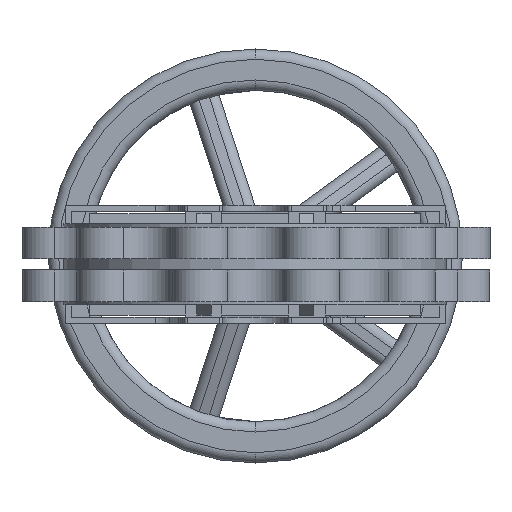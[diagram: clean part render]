
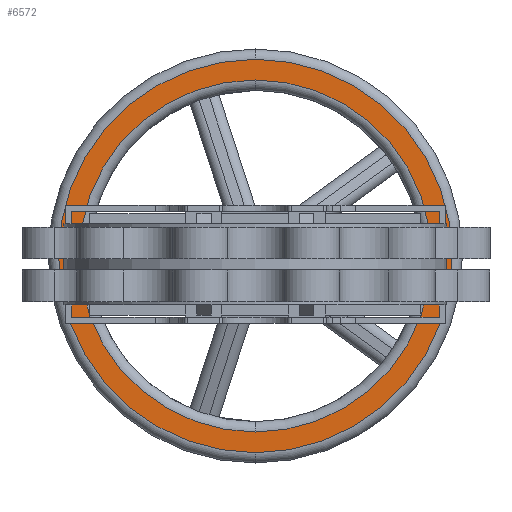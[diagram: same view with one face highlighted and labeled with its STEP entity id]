
A CAD part, front view. The second image highlights one B-rep face of the part: STEP entity #6572.
In plain terms, the highlighted planar face has unit normal (0, -1, 0).
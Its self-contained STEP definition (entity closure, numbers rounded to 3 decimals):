
#764 = CARTESIAN_POINT ( 'NONE',  ( 0., 828.5, 44. ) ) ;
#4637 = DIRECTION ( 'NONE',  ( 0., 0., 1. ) ) ;
#4730 = ORIENTED_EDGE ( 'NONE', *, *, #9090, .T. ) ;
#5705 = VERTEX_POINT ( 'NONE', #16936 ) ;
#6572 = ADVANCED_FACE ( 'NONE', ( #12079, #29728 ), #46124, .F. ) ;
#8673 = DIRECTION ( 'NONE',  ( 0., 0., 1. ) ) ;
#9090 = EDGE_CURVE ( 'NONE', #5705, #46845, #29559, .T. ) ;
#10122 = DIRECTION ( 'NONE',  ( 0., 0., 1. ) ) ;
#10241 = CARTESIAN_POINT ( 'NONE',  ( 0., 828.5, -146. ) ) ;
#10277 = CARTESIAN_POINT ( 'NONE',  ( 0., 828.5, 44. ) ) ;
#11123 = DIRECTION ( 'NONE',  ( 0., 1., 0. ) ) ;
#12079 = FACE_BOUND ( 'NONE', #33655, .T. ) ;
#12683 = VERTEX_POINT ( 'NONE', #37322 ) ;
#12922 = ORIENTED_EDGE ( 'NONE', *, *, #44220, .T. ) ;
#16268 = DIRECTION ( 'NONE',  ( 0., -1., 0. ) ) ;
#16303 = CIRCLE ( 'NONE', #35741, 170. ) ;
#16936 = CARTESIAN_POINT ( 'NONE',  ( 0., 828.5, 234. ) ) ;
#18128 = AXIS2_PLACEMENT_3D ( 'NONE', #764, #49017, #4637 ) ;
#21876 = AXIS2_PLACEMENT_3D ( 'NONE', #10277, #46827, #30706 ) ;
#27115 = VERTEX_POINT ( 'NONE', #37547 ) ;
#27692 = DIRECTION ( 'NONE',  ( 0., 0., 1. ) ) ;
#29024 = EDGE_LOOP ( 'NONE', ( #4730, #47960 ) ) ;
#29559 = CIRCLE ( 'NONE', #49672, 190. ) ;
#29728 = FACE_OUTER_BOUND ( 'NONE', #29024, .T. ) ;
#30706 = DIRECTION ( 'NONE',  ( 0., 0., 1. ) ) ;
#32957 = AXIS2_PLACEMENT_3D ( 'NONE', #43771, #11123, #27692 ) ;
#33655 = EDGE_LOOP ( 'NONE', ( #45606, #12922 ) ) ;
#34266 = DIRECTION ( 'NONE',  ( 0., 1., 0. ) ) ;
#35741 = AXIS2_PLACEMENT_3D ( 'NONE', #38322, #34266, #10122 ) ;
#36139 = EDGE_CURVE ( 'NONE', #12683, #27115, #16303, .T. ) ;
#37295 = CIRCLE ( 'NONE', #32957, 170. ) ;
#37322 = CARTESIAN_POINT ( 'NONE',  ( 0., 828.5, 214. ) ) ;
#37547 = CARTESIAN_POINT ( 'NONE',  ( 0., 828.5, -126. ) ) ;
#38322 = CARTESIAN_POINT ( 'NONE',  ( 0., 828.5, 44. ) ) ;
#43771 = CARTESIAN_POINT ( 'NONE',  ( 0., 828.5, 44. ) ) ;
#44220 = EDGE_CURVE ( 'NONE', #27115, #12683, #37295, .T. ) ;
#44697 = CARTESIAN_POINT ( 'NONE',  ( 0., 828.5, 44. ) ) ;
#45606 = ORIENTED_EDGE ( 'NONE', *, *, #36139, .T. ) ;
#46124 = PLANE ( 'NONE',  #21876 ) ;
#46236 = EDGE_CURVE ( 'NONE', #46845, #5705, #51130, .T. ) ;
#46827 = DIRECTION ( 'NONE',  ( 0., 1., 0. ) ) ;
#46845 = VERTEX_POINT ( 'NONE', #10241 ) ;
#47960 = ORIENTED_EDGE ( 'NONE', *, *, #46236, .T. ) ;
#49017 = DIRECTION ( 'NONE',  ( 0., -1., 0. ) ) ;
#49672 = AXIS2_PLACEMENT_3D ( 'NONE', #44697, #16268, #8673 ) ;
#51130 = CIRCLE ( 'NONE', #18128, 190. ) ;
